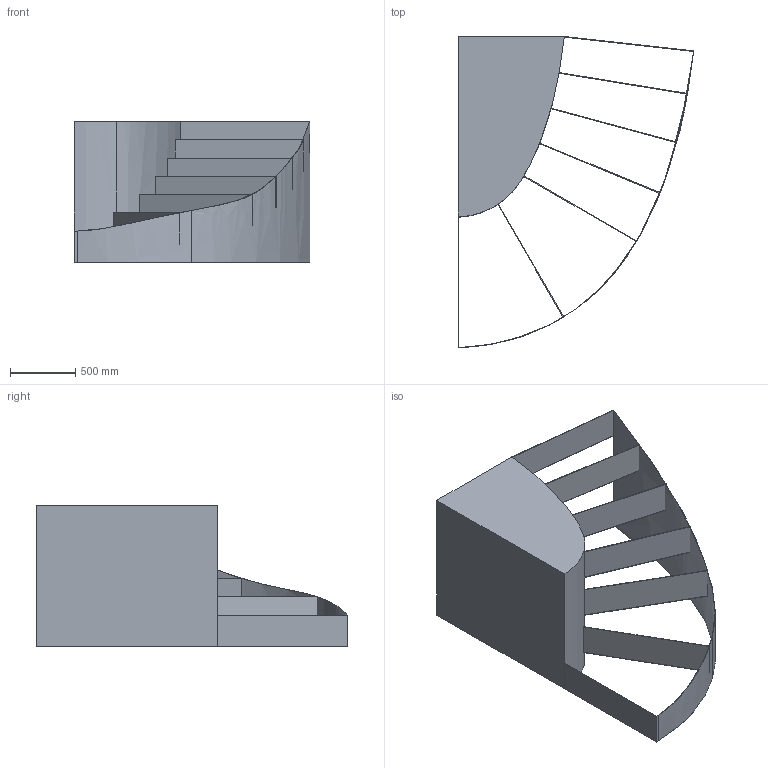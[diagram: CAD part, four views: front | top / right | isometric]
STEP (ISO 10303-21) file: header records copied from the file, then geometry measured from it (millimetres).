
FILE_DESCRIPTION(/* description */ (''),/* implementation_level */ '2;1');
FILE_NAME(/* name */ 'Oibel2.stp',/* time_stamp */ '2016-05-20T15:50:29+02:00',/* author */ ('P.Bönisch'),/* organization */ (''),/* preprocessor_version */ 'ST-DEVELOPER v15.6',/* originating_system */ 'Autodesk Inventor 2015',/* authorisation */ '');
FILE_SCHEMA (('AUTOMOTIVE_DESIGN { 1 0 10303 214 3 1 1 }'));
Length unit declared in the file: millimetre
Products named in the file (1): Flachenkurve
Bounding box: 1808.79 x 2386.02 x 1080 mm (x, y, z)
Volume: 938761392.5 mm3; surface area: 13076229.5 mm2
Topology: 2 solids, 2 shells, 54 faces, 162 edges, 148 vertices
Faces by surface type: plane 47, bspline 4, cylinder 3
Entity records: 2302 total; most frequent: CARTESIAN_POINT 906, DIRECTION 267, ORIENTED_EDGE 262, EDGE_CURVE 131, LINE 129, VECTOR 129, VERTEX_POINT 86, AXIS2_PLACEMENT_3D 69
